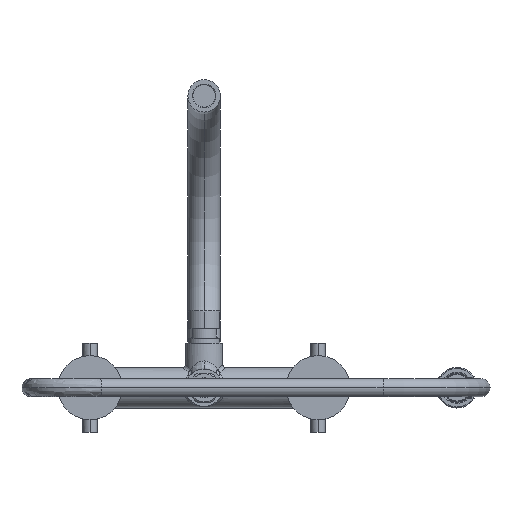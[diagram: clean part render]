
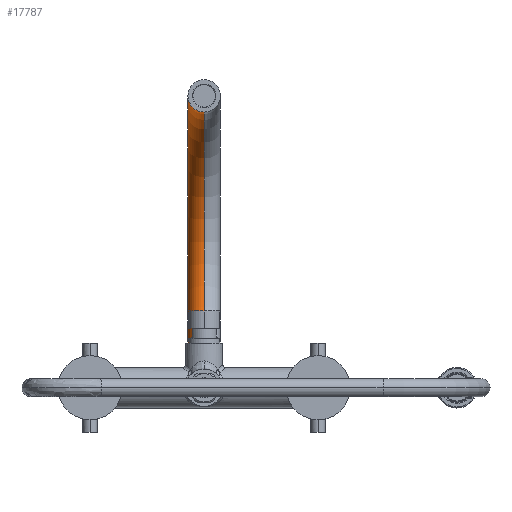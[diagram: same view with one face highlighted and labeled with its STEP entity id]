
A CAD part, front view. The second image highlights one B-rep face of the part: STEP entity #17787.
In plain terms, the highlighted toroidal (fillet/blend) face has major radius 114.3 mm and minor radius 12.7 mm.
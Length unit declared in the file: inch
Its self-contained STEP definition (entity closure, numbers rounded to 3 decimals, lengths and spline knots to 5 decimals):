
#17584=CARTESIAN_POINT('',(0.,6.925,9.));
#17585=DIRECTION('',(0.,1.,0.));
#17586=DIRECTION('',(0.,0.,-1.));
#17587=AXIS2_PLACEMENT_3D('',#17584,#17585,#17586);
#17589=CARTESIAN_POINT('',(0.,6.925,4.5));
#17590=DIRECTION('',(-1.,0.,0.));
#17591=DIRECTION('',(0.,0.,1.));
#17592=AXIS2_PLACEMENT_3D('',#17589,#17590,#17591);
#17599=CARTESIAN_POINT('',(0.,6.925,4.5));
#17600=DIRECTION('',(-1.,0.,0.));
#17601=DIRECTION('',(0.,0.,1.));
#17602=AXIS2_PLACEMENT_3D('',#17599,#17600,#17601);
#17613=CARTESIAN_POINT('',(0.,6.925,0.));
#17614=DIRECTION('',(0.,-1.,0.));
#17615=DIRECTION('',(0.,0.,1.));
#17616=AXIS2_PLACEMENT_3D('',#17613,#17614,#17615);
#17664=CARTESIAN_POINT('',(0.,6.925,8.5));
#17665=CARTESIAN_POINT('',(0.,6.925,9.5));
#17666=VERTEX_POINT('',#17664);
#17667=VERTEX_POINT('',#17665);
#17668=CARTESIAN_POINT('',(0.,6.925,0.5));
#17669=CARTESIAN_POINT('',(0.,6.925,-0.5));
#17670=VERTEX_POINT('',#17668);
#17671=VERTEX_POINT('',#17669);
#17773=CARTESIAN_POINT('',(0.,6.925,4.5));
#17774=DIRECTION('',(-1.,0.,0.));
#17775=DIRECTION('',(0.,0.,-1.));
#17776=AXIS2_PLACEMENT_3D('',#17773,#17774,#17775);
#17777=TOROIDAL_SURFACE('',#17776,4.5,0.5);
#17778=ORIENTED_EDGE('',*,*,#17768,.F.);
#17780=ORIENTED_EDGE('',*,*,#17779,.T.);
#17782=ORIENTED_EDGE('',*,*,#17781,.T.);
#17784=ORIENTED_EDGE('',*,*,#17783,.F.);
#17785=EDGE_LOOP('',(#17778,#17780,#17782,#17784));
#17786=FACE_OUTER_BOUND('',#17785,.F.);
#17787=ADVANCED_FACE('',(#17786),#17777,.T.);
#17588=CIRCLE('',#17587,0.5);
#17593=CIRCLE('',#17592,4.);
#17603=CIRCLE('',#17602,5.);
#17617=CIRCLE('',#17616,0.5);
#17768=EDGE_CURVE('',#17666,#17667,#17588,.T.);
#17779=EDGE_CURVE('',#17666,#17670,#17593,.T.);
#17781=EDGE_CURVE('',#17670,#17671,#17617,.T.);
#17783=EDGE_CURVE('',#17667,#17671,#17603,.T.);
